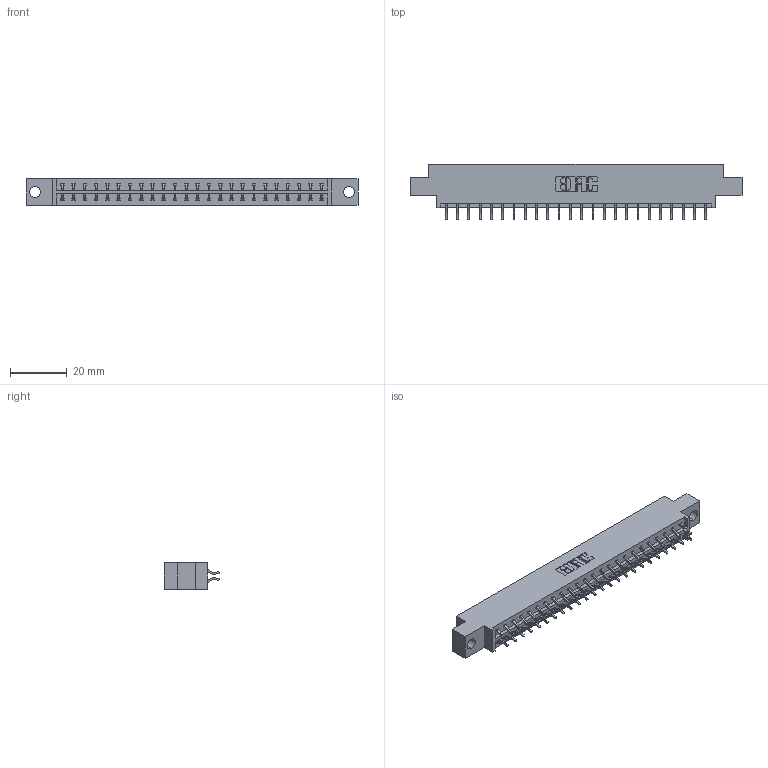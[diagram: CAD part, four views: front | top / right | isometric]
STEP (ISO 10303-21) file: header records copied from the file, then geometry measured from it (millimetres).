
FILE_DESCRIPTION (( 'STEP AP203' ), '1' );
FILE_NAME ('833-048-556-804.STEP', '2020-06-04T16:29:56', ( '' ), ( '' ), 'SwSTEP 2.0', 'SolidWorks 2020', '' );
FILE_SCHEMA (( 'CONFIG_CONTROL_DESIGN' ));
Length unit declared in the file: inch
Products named in the file (3): 833 Part_Offset - .156 Dia - TH; 345-292-001_556 Tail; 833-048-556-804
Assembly tree (49 placements, depth 2):
  833-048-556-804
    833 Part_Offset - .156 Dia - TH
    345-292-001_556 Tail  x48
Bounding box: 116.64 x 19.57 x 9.4 mm (x, y, z)
Volume: 11422.1 mm3; surface area: 13283.2 mm2
Topology: 49 solids, 49 shells, 2902 faces, 8627 edges, 5686 vertices
Faces by surface type: plane 1994, cylinder 908
Entity records: 18123 total; most frequent: CARTESIAN_POINT 3042, ORIENTED_EDGE 2966, DIRECTION 2619, EDGE_CURVE 1483, LINE 1347, VECTOR 1347, VERTEX_POINT 986, AXIS2_PLACEMENT_3D 636
